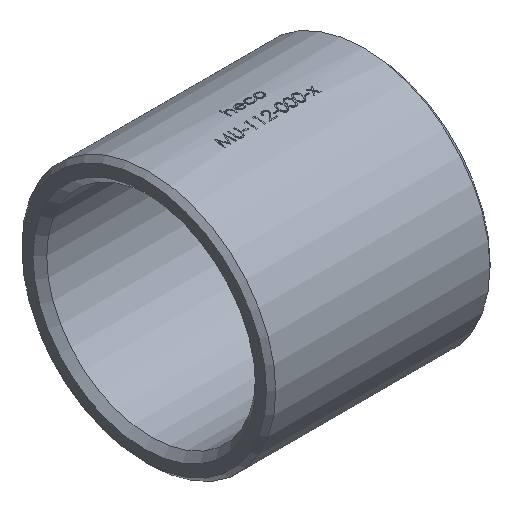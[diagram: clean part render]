
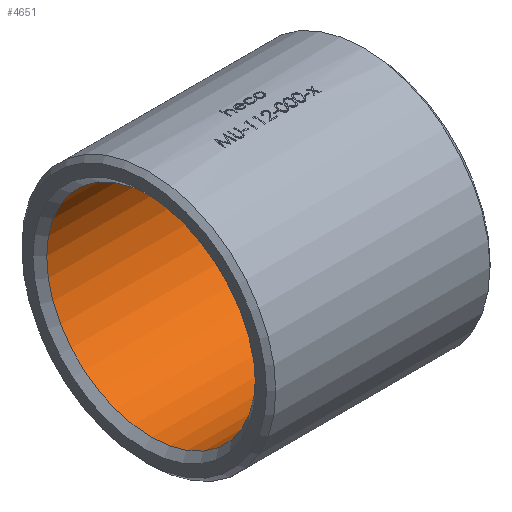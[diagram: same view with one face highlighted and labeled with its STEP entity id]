
A CAD part, isometric view. The second image highlights one B-rep face of the part: STEP entity #4651.
In plain terms, the highlighted cylindrical face has radius 22.425 mm (diameter 44.85 mm), a full revolution.
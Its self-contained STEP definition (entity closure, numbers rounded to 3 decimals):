
#542 = DIRECTION ( 'NONE',  ( 0., 0., -1. ) ) ;
#1974 = EDGE_LOOP ( 'NONE', ( #5003 ) ) ;
#2455 = VERTEX_POINT ( 'NONE', #7722 ) ;
#2934 = CARTESIAN_POINT ( 'NONE',  ( 48.001, 0., 0. ) ) ;
#3528 = AXIS2_PLACEMENT_3D ( 'NONE', #4287, #5038, #3650 ) ;
#3650 = DIRECTION ( 'NONE',  ( 0., 0., -1. ) ) ;
#4287 = CARTESIAN_POINT ( 'NONE',  ( 1.48, 0., 0. ) ) ;
#4289 = ORIENTED_EDGE ( 'NONE', *, *, #6953, .T. ) ;
#4629 = AXIS2_PLACEMENT_3D ( 'NONE', #2934, #7885, #6059 ) ;
#4651 = ADVANCED_FACE ( 'NONE', ( #10186, #8584 ), #10293, .F. ) ;
#4888 = AXIS2_PLACEMENT_3D ( 'NONE', #9429, #6201, #542 ) ;
#5003 = ORIENTED_EDGE ( 'NONE', *, *, #8847, .T. ) ;
#5038 = DIRECTION ( 'NONE',  ( -1., 0., 0. ) ) ;
#6059 = DIRECTION ( 'NONE',  ( 0., 0., 1. ) ) ;
#6075 = CIRCLE ( 'NONE', #3528, 22.425 ) ;
#6201 = DIRECTION ( 'NONE',  ( 1., 0., 0. ) ) ;
#6762 = VERTEX_POINT ( 'NONE', #10021 ) ;
#6951 = EDGE_LOOP ( 'NONE', ( #4289 ) ) ;
#6953 = EDGE_CURVE ( 'NONE', #6762, #6762, #6075, .T. ) ;
#7722 = CARTESIAN_POINT ( 'NONE',  ( 46.52, 0., -22.425 ) ) ;
#7885 = DIRECTION ( 'NONE',  ( -1., 0., 0. ) ) ;
#8504 = CIRCLE ( 'NONE', #4888, 22.425 ) ;
#8584 = FACE_OUTER_BOUND ( 'NONE', #6951, .T. ) ;
#8847 = EDGE_CURVE ( 'NONE', #2455, #2455, #8504, .T. ) ;
#9429 = CARTESIAN_POINT ( 'NONE',  ( 46.52, 0., 0. ) ) ;
#10021 = CARTESIAN_POINT ( 'NONE',  ( 1.48, 0., -22.425 ) ) ;
#10186 = FACE_OUTER_BOUND ( 'NONE', #1974, .T. ) ;
#10293 = CYLINDRICAL_SURFACE ( 'NONE', #4629, 22.425 ) ;
